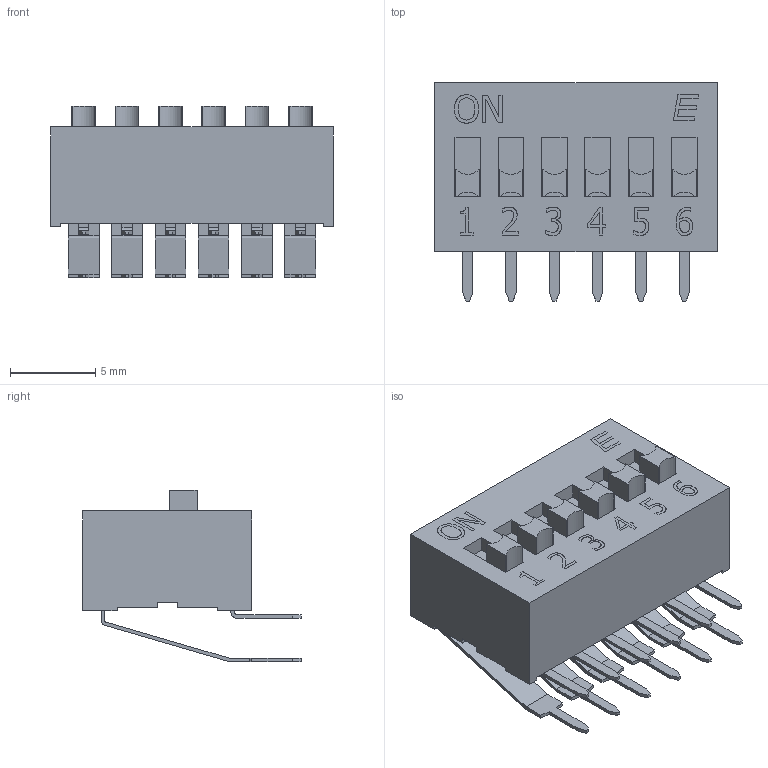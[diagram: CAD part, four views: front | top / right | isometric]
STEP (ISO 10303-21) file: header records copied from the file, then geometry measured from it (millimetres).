
FILE_DESCRIPTION(/* description */ (''),/* implementation_level */ '2;1');
FILE_NAME(/* name */ 'KAS2106E.stp',/* time_stamp */ '2018-07-11T09:17:25-05:00',/* author */ ('mroman'),/* organization */ (''),/* preprocessor_version */ 'ST-DEVELOPER v17',/* originating_system */ 'Autodesk Inventor 2018',/* authorisation */ '');
FILE_SCHEMA (('AUTOMOTIVE_DESIGN { 1 0 10303 214 3 1 1 }'));
Length unit declared in the file: millimetre
Products named in the file (1): KAS2106E
Bounding box: 16.6 x 12.8 x 10.04 mm (x, y, z)
Volume: 909.1 mm3; surface area: 1106.7 mm2
Topology: 1 solids, 1 shells, 496 faces, 1350 edges, 892 vertices
Faces by surface type: plane 387, bspline 73, cylinder 36
Entity records: 16051 total; most frequent: CARTESIAN_POINT 3908, ORIENTED_EDGE 2700, DIRECTION 2124, EDGE_CURVE 1350, LINE 1132, VECTOR 1132, VERTEX_POINT 892, EDGE_LOOP 532
